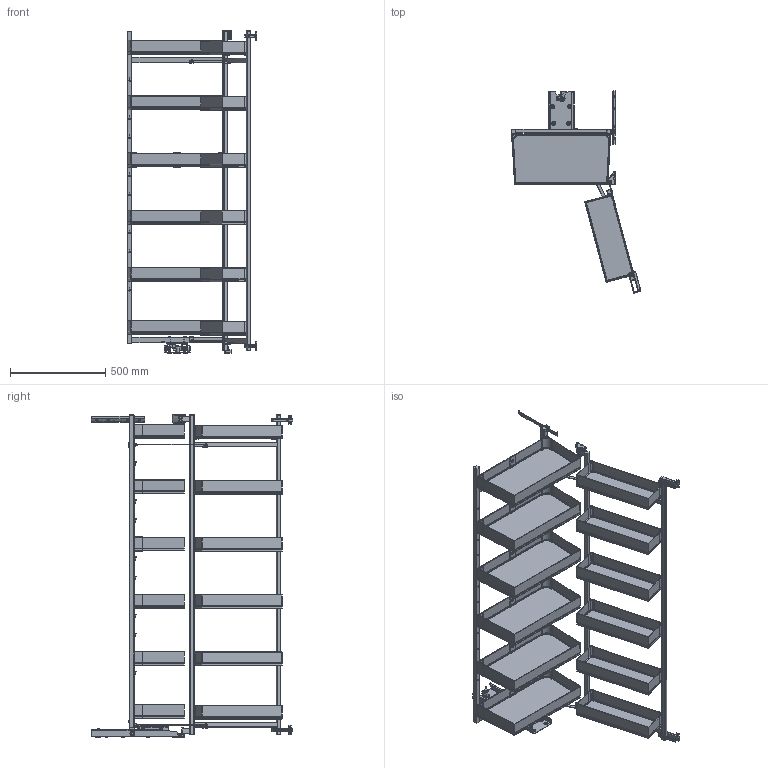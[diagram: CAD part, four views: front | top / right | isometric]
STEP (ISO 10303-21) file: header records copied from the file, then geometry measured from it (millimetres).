
FILE_DESCRIPTION(('STEP AP214'),'1');
FILE_NAME('TANDEM III - PURE 600-1700.stp','2026-03-21T16:59:01',(' '),(' '),'Spatial InterOp 3D',' ',' ');
FILE_SCHEMA(('automotive_design'));
Length unit declared in the file: millimetre
Products named in the file (250): ci_g_o; mocowanie zawiasu g_rne; mocowanie zawiasu g_rne wewn_trzne; za_lepka zawiasu g_rnego; prowadnica g_rna; mocowanie zawiasu dolne; _ prostok_tny _ 7x11_1 R_1; _56; _58; TANDEM III 600 ARENA PLUS PURE_kosz na ram_; zawieszka _ pure; _76; _78; _96; _98; _116; _118; _136; _138; _156; _158; _176; _178; za_lepka du_a  _ pure; za_lepka _rodek; _194; _196; _212; _214; _230; _232; _248; _250; _266; _268; _ prostok_tny _ 25x15_1_5 R_1_5; _ prostok_tny _ 20x20_2 R_1; _284; _286; _288 ...
Bounding box: 680.17 x 1057.61 x 1691.5 mm (x, y, z)
Volume: 12478389.9 mm3; surface area: 7841910.2 mm2
Topology: 250 solids, 250 shells, 5750 faces, 14619 edges, 9321 vertices
Faces by surface type: plane 3162, cylinder 1956, torus 362, cone 115, sphere 108, bspline 37, extrusion 10
Full cylindrical faces by diameter (mm): 3.3 x3, 4 x62, 4.2 x6, 4.5 x2, 5.5 x8, 6 x25, 6.5 x33, 6.75 x2, 7 x7, 8 x13, 8.5 x8, 8.9 x2, 10 x2, 12 x6, 13 x2, 17 x1, 18 x1, 20 x8, 22 x6, 24.5 x1, 27 x1, 30 x4, 32 x1
Entity records: 222579 total; most frequent: CARTESIAN_POINT 33507, DIRECTION 29857, ORIENTED_EDGE 28032, EDGE_CURVE 14016, AXIS2_PLACEMENT_3D 10387, VERTEX_POINT 9199, VECTOR 9083, LINE 9073
